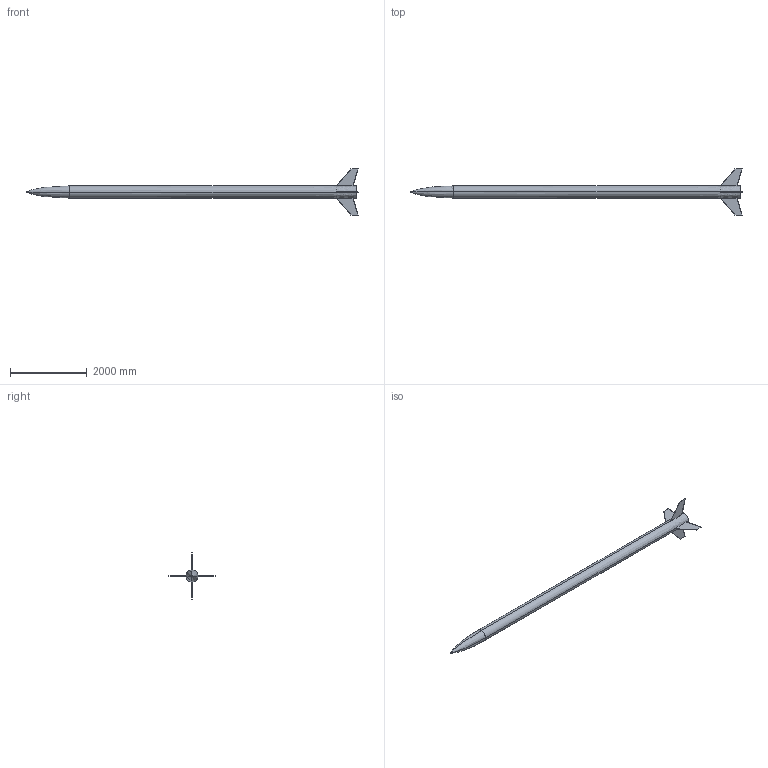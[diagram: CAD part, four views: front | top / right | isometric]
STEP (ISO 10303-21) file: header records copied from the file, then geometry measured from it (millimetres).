
FILE_DESCRIPTION((''),'1');
FILE_NAME('outfile.stp','2023-02-16T08:51:42',(''),(''),'','','');
FILE_SCHEMA(('CONFIG_CONTROL_DESIGN'));
Length unit declared in the file: metre
Bounding box: 8666.18 x 1201.58 x 1201.58 mm (x, y, z)
Volume: 650308129.5 mm3; surface area: 9481890.7 mm2
Topology: 1 solids, 1 shells, 64 faces, 180 edges, 138 vertices
Faces by surface type: plane 36, bspline 28
Entity records: 7906 total; most frequent: CARTESIAN_POINT 6082, VERTEX_POINT 424, ORIENTED_EDGE 304, B_SPLINE_CURVE_WITH_KNOTS 236, EDGE_CURVE 212, DIRECTION 124, EDGE_LOOP 64, FACE_OUTER_BOUND 64
